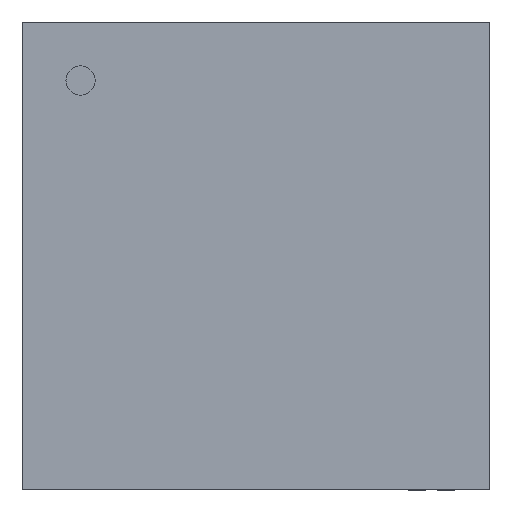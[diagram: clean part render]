
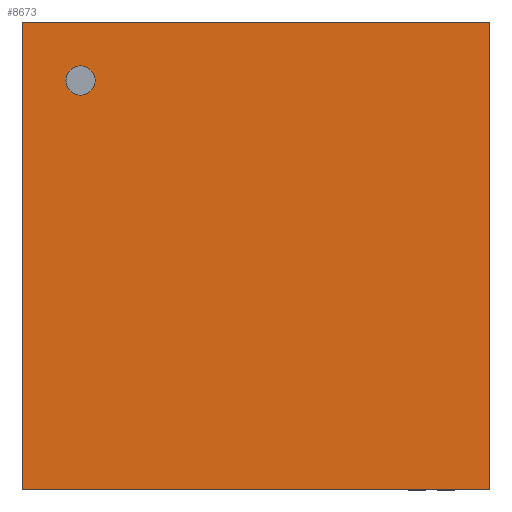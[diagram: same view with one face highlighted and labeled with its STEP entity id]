
A CAD part, top view. The second image highlights one B-rep face of the part: STEP entity #8673.
In plain terms, the highlighted planar face has unit normal (0, 0, 1).
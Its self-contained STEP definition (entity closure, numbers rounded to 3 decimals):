
#361=CARTESIAN_POINT('',(-2.75,3.0,0.8));
#362=VERTEX_POINT('',#361);
#378=CARTESIAN_POINT('',(-3.25,3.0,0.8));
#379=VERTEX_POINT('',#378);
#386=CARTESIAN_POINT('',(-3.0,3.0,0.8));
#387=DIRECTION('',(0.0,0.0,-1.0));
#388=DIRECTION('',(1.0,0.0,0.0));
#389=AXIS2_PLACEMENT_3D('',#386,#387,#388);
#390=CIRCLE('',#389,0.25);
#391=EDGE_CURVE('',#362,#379,#390,.T.);
#402=CARTESIAN_POINT('',(-3.0,3.0,0.8));
#403=DIRECTION('',(0.0,0.0,-1.0));
#404=DIRECTION('',(1.0,0.0,0.0));
#405=AXIS2_PLACEMENT_3D('',#402,#403,#404);
#406=CIRCLE('',#405,0.25);
#407=EDGE_CURVE('',#379,#362,#406,.T.);
#8397=CARTESIAN_POINT('',(4.0,4.0,0.8));
#8398=VERTEX_POINT('',#8397);
#8405=CARTESIAN_POINT('',(4.0,-4.0,0.8));
#8406=VERTEX_POINT('',#8405);
#8407=CARTESIAN_POINT('',(4.0,4.0,0.8));
#8408=DIRECTION('',(0.0,-1.0,0.0));
#8409=VECTOR('',#8408,8.0);
#8410=LINE('',#8407,#8409);
#8411=EDGE_CURVE('',#8398,#8406,#8410,.T.);
#8485=CARTESIAN_POINT('',(-4.0,-4.0,0.8));
#8486=VERTEX_POINT('',#8485);
#8487=CARTESIAN_POINT('',(4.0,-4.0,0.8));
#8488=DIRECTION('',(-1.0,0.0,0.0));
#8489=VECTOR('',#8488,8.0);
#8490=LINE('',#8487,#8489);
#8491=EDGE_CURVE('',#8406,#8486,#8490,.T.);
#8565=CARTESIAN_POINT('',(-4.0,4.0,0.8));
#8566=VERTEX_POINT('',#8565);
#8567=CARTESIAN_POINT('',(-4.0,-4.0,0.8));
#8568=DIRECTION('',(0.0,1.0,0.0));
#8569=VECTOR('',#8568,8.0);
#8570=LINE('',#8567,#8569);
#8571=EDGE_CURVE('',#8486,#8566,#8570,.T.);
#8645=CARTESIAN_POINT('',(-4.0,4.0,0.8));
#8646=DIRECTION('',(1.0,0.0,0.0));
#8647=VECTOR('',#8646,8.0);
#8648=LINE('',#8645,#8647);
#8649=EDGE_CURVE('',#8566,#8398,#8648,.T.);
#8658=CARTESIAN_POINT('',(0.,0.,0.8));
#8659=DIRECTION('',(0.0,0.0,1.0));
#8660=DIRECTION('',(1.0,0.0,0.0));
#8661=AXIS2_PLACEMENT_3D('',#8658,#8659,#8660);
#8662=PLANE('',#8661);
#8663=ORIENTED_EDGE('',*,*,#8411,.F.);
#8664=ORIENTED_EDGE('',*,*,#8649,.F.);
#8665=ORIENTED_EDGE('',*,*,#8571,.F.);
#8666=ORIENTED_EDGE('',*,*,#8491,.F.);
#8667=EDGE_LOOP('',(#8663,#8664,#8665,#8666));
#8668=FACE_OUTER_BOUND('',#8667,.T.);
#8669=ORIENTED_EDGE('',*,*,#391,.T.);
#8670=ORIENTED_EDGE('',*,*,#407,.T.);
#8671=EDGE_LOOP('',(#8669,#8670));
#8672=FACE_BOUND('',#8671,.T.);
#8673=ADVANCED_FACE('',(#8668,#8672),#8662,.T.);
